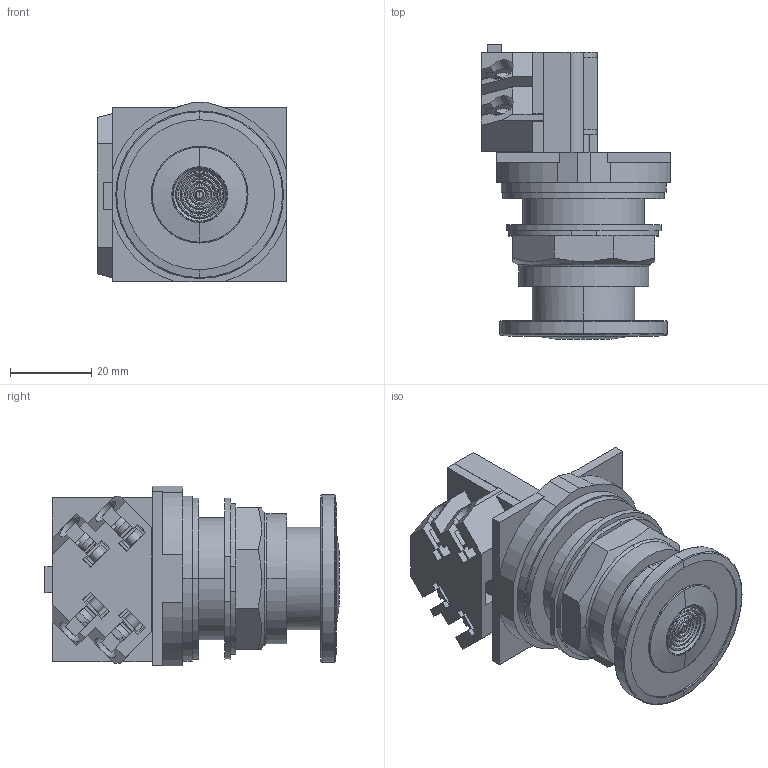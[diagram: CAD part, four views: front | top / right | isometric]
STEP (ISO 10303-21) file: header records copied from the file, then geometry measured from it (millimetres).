
FILE_DESCRIPTION((''),'2;1');
FILE_NAME('9001KR9R05H13_ASM','2021-05-03T16:00:55',('SESA592305'),('Schneider-Electric'),'CREO PARAMETRIC BY PTC INC, 2019471','CREO PARAMETRIC BY PTC INC, 2019471','');
FILE_SCHEMA(('AP242_MANAGED_MODEL_BASED_3D_ENGINEERING_MIM_LF { 1 0 10303 442 1 1 4 }'));
Products named in the file (7): LUMP5; BASE_LUMP6_B22; 65122-263-03; 9001R22_ASM; BASE_TETE_R22_ASM; 9001KA1_3D; 9001KR9R05H13_ASM
Assembly tree (6 placements, depth 4):
  9001KR9R05H13_ASM
    BASE_TETE_R22_ASM
      LUMP5
      BASE_LUMP6_B22
      9001R22_ASM
        65122-263-03
    9001KA1_3D
Bounding box: 46.63 x 72.38 x 44.2 mm (x, y, z)
Volume: 59515.5 mm3; surface area: 25580.2 mm2
Topology: 4 solids, 4 shells, 453 faces, 1215 edges, 779 vertices
Faces by surface type: plane 287, cylinder 106, cone 34, torus 20, sphere 6
Entity records: 128507 total; most frequent: CARTESIAN_POINT 109685, DIRECTION 2701, ORIENTED_EDGE 2418, POLYLINE 1848, EDGE_CURVE 1209, PRESENTATION_STYLE_ASSIGNMENT 952, STYLED_ITEM 944, AXIS2_PLACEMENT_3D 931
